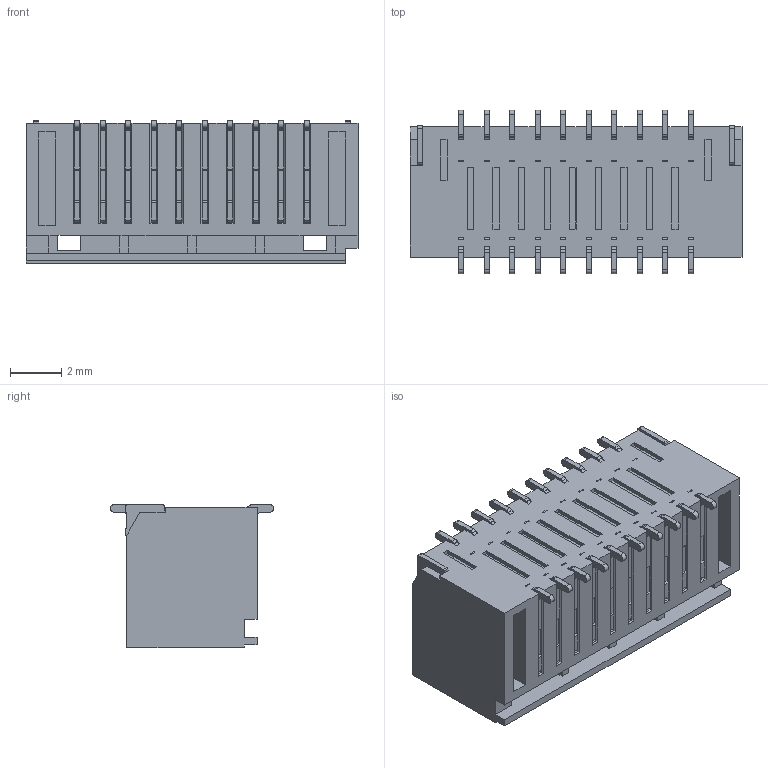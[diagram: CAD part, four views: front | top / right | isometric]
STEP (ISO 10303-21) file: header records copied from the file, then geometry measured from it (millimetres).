
FILE_DESCRIPTION((''),'2;1');
FILE_NAME('FWF10004-D20_REF','2019-11-14T',('gongcheng6'),(''),'PRO/ENGINEER BY PARAMETRIC TECHNOLOGY CORPORATION, 2010280','PRO/ENGINEER BY PARAMETRIC TECHNOLOGY CORPORATION, 2010280','');
FILE_SCHEMA(('CONFIG_CONTROL_DESIGN'));
Length unit declared in the file: millimetre
Products named in the file (1): FWF10004-D20_REF
Bounding box: 13 x 6.4 x 5.6 mm (x, y, z)
Volume: 205.7 mm3; surface area: 584.8 mm2
Topology: 1 solids, 11 shells, 933 faces, 2418 edges, 1546 vertices
Faces by surface type: plane 769, cylinder 164
Entity records: 28006 total; most frequent: CARTESIAN_POINT 4957, ORIENTED_EDGE 4836, DIRECTION 4608, EDGE_CURVE 2418, VECTOR 2070, LINE 2070, VERTEX_POINT 1546, AXIS2_PLACEMENT_3D 1269
